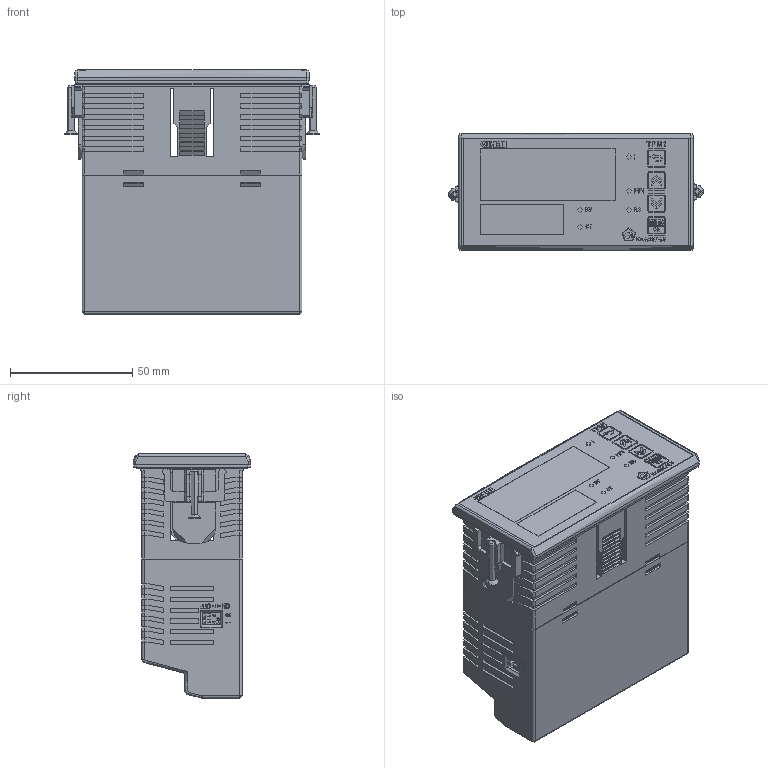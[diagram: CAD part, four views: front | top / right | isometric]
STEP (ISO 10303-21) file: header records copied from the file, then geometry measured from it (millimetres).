
FILE_DESCRIPTION (( 'STEP AP214' ), '1' );
FILE_NAME ('3D ������ ���1-�2.�2.�.RS.STEP', '2021-02-27T15:30:31', ( '' ), ( '' ), 'SwSTEP 2.0', 'SolidWorks 2015', '' );
FILE_SCHEMA (( 'AUTOMOTIVE_DESIGN' ));
Length unit declared in the file: millimetre
Products named in the file (10): ‚¨­â ä¨ªá â®à ; ™2_00; 娻腓獱; 3D ������ ���1-�2.�2.�.RS; 罘･ｫ 茯ｪ癶箘燿_00; 姭ガ瑺_prt_00; DIP-¯¥à¥ª«îç â¥«ì; à¥§¨­ª  ã¯«®â­¨â¥«ì­ ï; 完牘聶; 敤犫
Assembly tree (17 placements, depth 3):
  3D ������ ���1-�2.�2.�.RS
    完牘聶
    娻腓獱
    à¥§¨­ª  ã¯«®â­¨â¥«ì­ ï
    DIP-¯¥à¥ª«îç â¥«ì
    罘･ｫ 茯ｪ癶箘燿_00  x2
      敤犫
      ‚¨­â ä¨ªá â®à 
    姭ガ瑺_prt_00  x8
    ™2_00
Bounding box: 104.54 x 48 x 99.9 mm (x, y, z)
Volume: 90539.8 mm3
Topology: 33 solids, 34 shells, 6599 faces, 18142 edges, 11859 vertices
Faces by surface type: plane 5679, cylinder 419, bspline 317, torus 112, cone 72
Entity records: 213625 total; most frequent: CARTESIAN_POINT 35830, ORIENTED_EDGE 27448, DIRECTION 22342, EDGE_CURVE 13724, LINE 12430, VECTOR 12430, VERTEX_POINT 9043, EDGE_LOOP 5183
